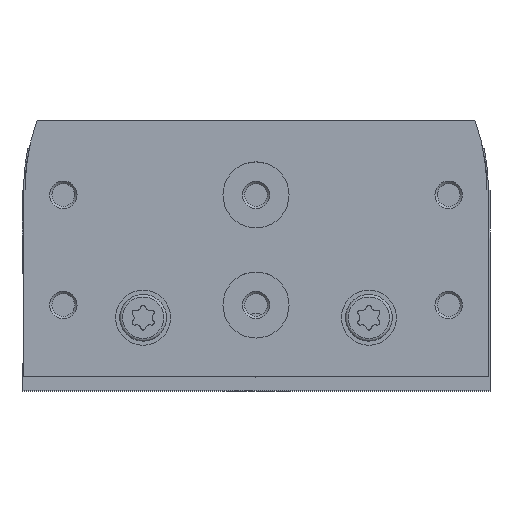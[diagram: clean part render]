
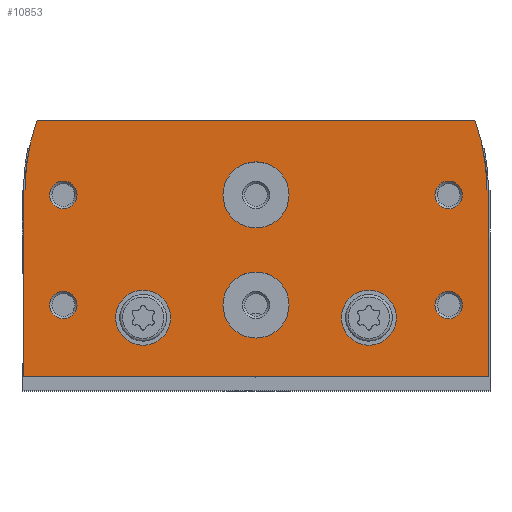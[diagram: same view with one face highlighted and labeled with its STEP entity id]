
A CAD part, top view. The second image highlights one B-rep face of the part: STEP entity #10853.
In plain terms, the highlighted planar face has unit normal (0, 0, 1).
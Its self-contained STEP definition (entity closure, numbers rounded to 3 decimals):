
#515=LINE('',#16692,#1211);
#520=LINE('',#16702,#1216);
#527=LINE('',#16719,#1223);
#533=LINE('',#16731,#1229);
#541=LINE('',#16752,#1237);
#542=LINE('',#16782,#1238);
#1211=VECTOR('',#13700,1000.);
#1216=VECTOR('',#13707,1000.);
#1223=VECTOR('',#13722,1000.);
#1229=VECTOR('',#13732,1000.);
#1237=VECTOR('',#13754,1000.);
#1238=VECTOR('',#13785,1000.);
#1640=PLANE('',#11704);
#3017=ORIENTED_EDGE('',*,*,#4995,.F.);
#3018=ORIENTED_EDGE('',*,*,#4996,.F.);
#3019=ORIENTED_EDGE('',*,*,#4997,.T.);
#3020=ORIENTED_EDGE('',*,*,#4998,.T.);
#3021=ORIENTED_EDGE('',*,*,#4999,.T.);
#3022=ORIENTED_EDGE('',*,*,#5000,.T.);
#3023=ORIENTED_EDGE('',*,*,#5001,.T.);
#3024=ORIENTED_EDGE('',*,*,#5002,.T.);
#3025=ORIENTED_EDGE('',*,*,#4967,.T.);
#3026=ORIENTED_EDGE('',*,*,#4961,.T.);
#3027=ORIENTED_EDGE('',*,*,#4979,.T.);
#3028=ORIENTED_EDGE('',*,*,#4947,.T.);
#3029=ORIENTED_EDGE('',*,*,#4952,.T.);
#3030=ORIENTED_EDGE('',*,*,#4956,.T.);
#3031=ORIENTED_EDGE('',*,*,#4994,.T.);
#3032=ORIENTED_EDGE('',*,*,#4973,.T.);
#4947=EDGE_CURVE('',#6054,#6053,#515,.T.);
#4952=EDGE_CURVE('',#6053,#6057,#520,.T.);
#4956=EDGE_CURVE('',#6057,#6059,#6709,.T.);
#4961=EDGE_CURVE('',#6061,#6063,#527,.T.);
#4967=EDGE_CURVE('',#6067,#6061,#533,.T.);
#4973=EDGE_CURVE('',#6072,#6067,#6711,.T.);
#4979=EDGE_CURVE('',#6063,#6054,#541,.T.);
#4994=EDGE_CURVE('',#6059,#6072,#542,.T.);
#4995=EDGE_CURVE('',#6088,#6088,#6728,.T.);
#4996=EDGE_CURVE('',#6089,#6089,#6729,.T.);
#4997=EDGE_CURVE('',#6090,#6090,#6730,.T.);
#4998=EDGE_CURVE('',#6091,#6091,#6731,.T.);
#4999=EDGE_CURVE('',#6092,#6092,#6732,.T.);
#5000=EDGE_CURVE('',#6093,#6093,#6733,.T.);
#5001=EDGE_CURVE('',#6094,#6094,#6734,.T.);
#5002=EDGE_CURVE('',#6095,#6095,#6735,.T.);
#6053=VERTEX_POINT('',#16691);
#6054=VERTEX_POINT('',#16693);
#6057=VERTEX_POINT('',#16701);
#6059=VERTEX_POINT('',#16708);
#6061=VERTEX_POINT('',#16713);
#6063=VERTEX_POINT('',#16718);
#6067=VERTEX_POINT('',#16729);
#6072=VERTEX_POINT('',#16744);
#6088=VERTEX_POINT('',#16785);
#6089=VERTEX_POINT('',#16787);
#6090=VERTEX_POINT('',#16789);
#6091=VERTEX_POINT('',#16791);
#6092=VERTEX_POINT('',#16793);
#6093=VERTEX_POINT('',#16795);
#6094=VERTEX_POINT('',#16797);
#6095=VERTEX_POINT('',#16799);
#6709=CIRCLE('',#11678,37.);
#6711=CIRCLE('',#11685,37.);
#6728=CIRCLE('',#11705,5.);
#6729=CIRCLE('',#11706,5.);
#6730=CIRCLE('',#11707,6.);
#6731=CIRCLE('',#11708,6.);
#6732=CIRCLE('',#11709,2.5);
#6733=CIRCLE('',#11710,2.5);
#6734=CIRCLE('',#11711,2.5);
#6735=CIRCLE('',#11712,2.5);
#7373=EDGE_LOOP('',(#3017));
#7374=EDGE_LOOP('',(#3018));
#7375=EDGE_LOOP('',(#3019));
#7376=EDGE_LOOP('',(#3020));
#7377=EDGE_LOOP('',(#3021));
#7378=EDGE_LOOP('',(#3022));
#7379=EDGE_LOOP('',(#3023));
#7380=EDGE_LOOP('',(#3024));
#7381=EDGE_LOOP('',(#3025,#3026,#3027,#3028,#3029,#3030,#3031,#3032));
#8163=FACE_BOUND('',#7373,.T.);
#8164=FACE_BOUND('',#7374,.T.);
#8165=FACE_BOUND('',#7375,.T.);
#8166=FACE_BOUND('',#7376,.T.);
#8167=FACE_BOUND('',#7377,.T.);
#8168=FACE_BOUND('',#7378,.T.);
#8169=FACE_BOUND('',#7379,.T.);
#8170=FACE_BOUND('',#7380,.T.);
#8171=FACE_BOUND('',#7381,.T.);
#10853=ADVANCED_FACE('',(#8163,#8164,#8165,#8166,#8167,#8168,#8169,#8170,
#8171),#1640,.T.);
#11678=AXIS2_PLACEMENT_3D('',#16709,#13714,#13715);
#11685=AXIS2_PLACEMENT_3D('',#16743,#13743,#13744);
#11704=AXIS2_PLACEMENT_3D('',#16783,#13786,#13787);
#11705=AXIS2_PLACEMENT_3D('',#16784,#13788,#13789);
#11706=AXIS2_PLACEMENT_3D('',#16786,#13790,#13791);
#11707=AXIS2_PLACEMENT_3D('',#16788,#13792,#13793);
#11708=AXIS2_PLACEMENT_3D('',#16790,#13794,#13795);
#11709=AXIS2_PLACEMENT_3D('',#16792,#13796,#13797);
#11710=AXIS2_PLACEMENT_3D('',#16794,#13798,#13799);
#11711=AXIS2_PLACEMENT_3D('',#16796,#13800,#13801);
#11712=AXIS2_PLACEMENT_3D('',#16798,#13802,#13803);
#13700=DIRECTION('',(0.,1.,0.));
#13707=DIRECTION('',(-0.866,0.5,0.));
#13714=DIRECTION('',(0.,0.,1.));
#13715=DIRECTION('',(1.,0.,0.));
#13722=DIRECTION('',(0.,-1.,0.));
#13732=DIRECTION('',(-0.866,-0.5,0.));
#13743=DIRECTION('',(0.,0.,1.));
#13744=DIRECTION('',(1.,0.,0.));
#13754=DIRECTION('',(1.,0.,0.));
#13785=DIRECTION('',(-1.,0.,0.));
#13786=DIRECTION('',(0.,0.,1.));
#13787=DIRECTION('',(1.,0.,0.));
#13788=DIRECTION('',(0.,0.,1.));
#13789=DIRECTION('',(1.,0.,0.));
#13790=DIRECTION('',(0.,0.,1.));
#13791=DIRECTION('',(1.,0.,0.));
#13792=DIRECTION('',(0.,0.,-1.));
#13793=DIRECTION('',(-1.,0.,0.));
#13794=DIRECTION('',(0.,0.,-1.));
#13795=DIRECTION('',(-1.,0.,0.));
#13796=DIRECTION('',(0.,0.,-1.));
#13797=DIRECTION('',(-1.,0.,0.));
#13798=DIRECTION('',(0.,0.,-1.));
#13799=DIRECTION('',(-1.,0.,0.));
#13800=DIRECTION('',(0.,0.,-1.));
#13801=DIRECTION('',(-1.,0.,0.));
#13802=DIRECTION('',(0.,0.,-1.));
#13803=DIRECTION('',(-1.,0.,0.));
#16691=CARTESIAN_POINT('',(42.25,33.827,0.));
#16692=CARTESIAN_POINT('',(42.25,0.,0.));
#16693=CARTESIAN_POINT('',(42.25,0.,0.));
#16701=CARTESIAN_POINT('',(41.95,34.,0.));
#16702=CARTESIAN_POINT('',(42.25,33.827,0.));
#16708=CARTESIAN_POINT('',(39.775,46.5,0.));
#16709=CARTESIAN_POINT('',(4.95,34.,0.));
#16713=CARTESIAN_POINT('',(-42.25,33.827,0.));
#16718=CARTESIAN_POINT('',(-42.25,0.,0.));
#16719=CARTESIAN_POINT('',(-42.25,33.827,0.));
#16729=CARTESIAN_POINT('',(-41.95,34.,0.));
#16731=CARTESIAN_POINT('',(-41.95,34.,0.));
#16743=CARTESIAN_POINT('',(-4.95,34.,0.));
#16744=CARTESIAN_POINT('',(-39.775,46.5,0.));
#16752=CARTESIAN_POINT('',(-42.25,0.,0.));
#16782=CARTESIAN_POINT('',(39.775,46.5,0.));
#16783=CARTESIAN_POINT('',(4.95,34.,0.));
#16784=CARTESIAN_POINT('',(-20.5,10.7,0.));
#16785=CARTESIAN_POINT('',(-15.5,10.7,0.));
#16786=CARTESIAN_POINT('',(20.5,10.7,0.));
#16787=CARTESIAN_POINT('',(25.5,10.7,0.));
#16788=CARTESIAN_POINT('',(0.,13.,0.));
#16789=CARTESIAN_POINT('',(-6.,13.,0.));
#16790=CARTESIAN_POINT('',(0.,33.,0.));
#16791=CARTESIAN_POINT('',(-6.,33.,0.));
#16792=CARTESIAN_POINT('',(35.,13.,0.));
#16793=CARTESIAN_POINT('',(32.5,13.,0.));
#16794=CARTESIAN_POINT('',(-35.,13.,0.));
#16795=CARTESIAN_POINT('',(-37.5,13.,0.));
#16796=CARTESIAN_POINT('',(-35.,33.,0.));
#16797=CARTESIAN_POINT('',(-37.5,33.,0.));
#16798=CARTESIAN_POINT('',(35.,33.,0.));
#16799=CARTESIAN_POINT('',(32.5,33.,0.));
